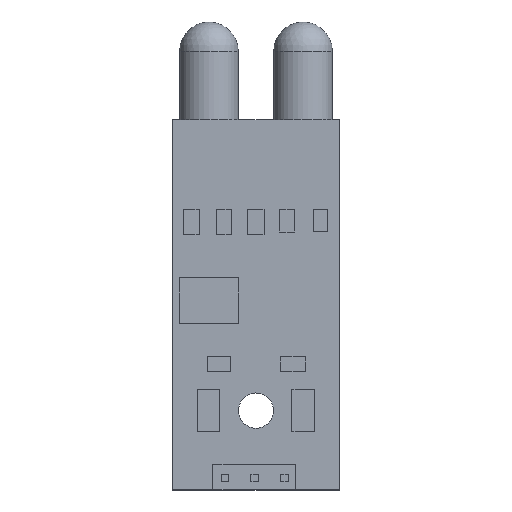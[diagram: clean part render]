
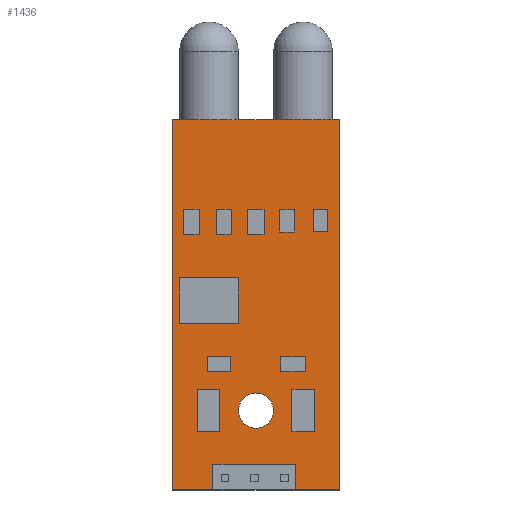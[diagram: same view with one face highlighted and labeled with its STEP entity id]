
A CAD part, top view. The second image highlights one B-rep face of the part: STEP entity #1436.
In plain terms, the highlighted planar face has unit normal (0, 0, 1).
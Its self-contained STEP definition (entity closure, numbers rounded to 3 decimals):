
#53=FACE_BOUND('',#250,.T.);
#59=PLANE('',#1566);
#152=FACE_OUTER_BOUND('',#249,.T.);
#249=EDGE_LOOP('',(#1062,#1063,#1064,#1065));
#250=EDGE_LOOP('',(#1066));
#346=LINE('',#2085,#529);
#349=LINE('',#2091,#532);
#352=LINE('',#2097,#535);
#355=LINE('',#2101,#538);
#529=VECTOR('',#1682,10.);
#532=VECTOR('',#1687,10.);
#535=VECTOR('',#1692,10.);
#538=VECTOR('',#1697,10.);
#709=CIRCLE('',#1560,1.5);
#719=VERTEX_POINT('',#2073);
#723=VERTEX_POINT('',#2082);
#724=VERTEX_POINT('',#2084);
#726=VERTEX_POINT('',#2090);
#728=VERTEX_POINT('',#2096);
#849=EDGE_CURVE('',#719,#719,#709,.T.);
#854=EDGE_CURVE('',#724,#723,#346,.T.);
#857=EDGE_CURVE('',#726,#724,#349,.T.);
#860=EDGE_CURVE('',#728,#726,#352,.T.);
#863=EDGE_CURVE('',#723,#728,#355,.T.);
#1062=ORIENTED_EDGE('',*,*,#863,.T.);
#1063=ORIENTED_EDGE('',*,*,#860,.T.);
#1064=ORIENTED_EDGE('',*,*,#857,.T.);
#1065=ORIENTED_EDGE('',*,*,#854,.T.);
#1066=ORIENTED_EDGE('',*,*,#849,.T.);
#1436=ADVANCED_FACE('',(#152,#53),#59,.T.);
#1560=AXIS2_PLACEMENT_3D('',#2074,#1673,#1674);
#1566=AXIS2_PLACEMENT_3D('',#2102,#1698,#1699);
#1673=DIRECTION('center_axis',(0.,0.,-1.));
#1674=DIRECTION('ref_axis',(-1.,0.,0.));
#1682=DIRECTION('',(-1.,0.,0.));
#1687=DIRECTION('',(0.,1.,0.));
#1692=DIRECTION('',(1.,0.,0.));
#1697=DIRECTION('',(0.,-1.,0.));
#1698=DIRECTION('center_axis',(0.,0.,1.));
#1699=DIRECTION('ref_axis',(1.,0.,0.));
#2073=CARTESIAN_POINT('',(1.5,-9.,1.52));
#2074=CARTESIAN_POINT('Origin',(0.,-9.,1.52));
#2082=CARTESIAN_POINT('',(-7.1,15.75,1.52));
#2084=CARTESIAN_POINT('',(7.1,15.75,1.52));
#2085=CARTESIAN_POINT('',(7.1,15.75,1.52));
#2090=CARTESIAN_POINT('',(7.1,-15.75,1.52));
#2091=CARTESIAN_POINT('',(7.1,-15.75,1.52));
#2096=CARTESIAN_POINT('',(-7.1,-15.75,1.52));
#2097=CARTESIAN_POINT('',(-7.1,-15.75,1.52));
#2101=CARTESIAN_POINT('',(-7.1,15.75,1.52));
#2102=CARTESIAN_POINT('Origin',(0.,0.,1.52));
